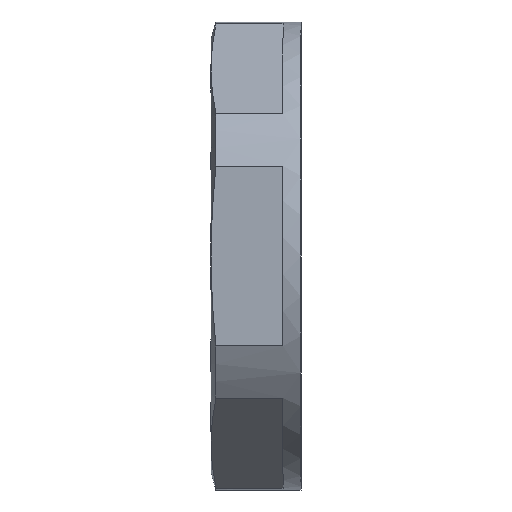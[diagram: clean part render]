
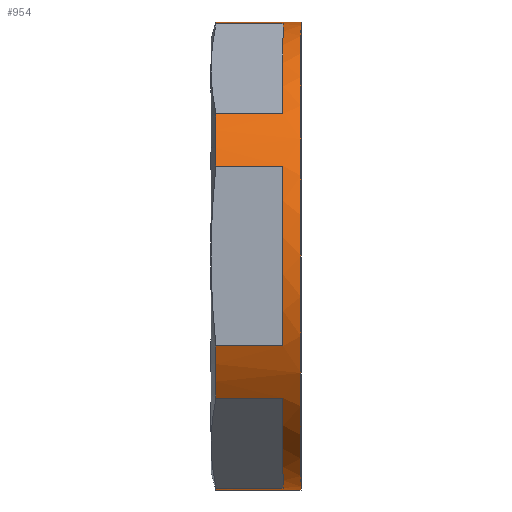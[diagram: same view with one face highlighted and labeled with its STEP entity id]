
A CAD part, left-side view. The second image highlights one B-rep face of the part: STEP entity #954.
In plain terms, the highlighted cylindrical face has radius 13 mm (diameter 26 mm), a partial arc.
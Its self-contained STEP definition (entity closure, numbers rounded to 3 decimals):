
#37 = DIRECTION ( 'NONE',  ( 0., -1., 0. ) ) ;
#68 = LINE ( 'NONE', #275, #2038 ) ;
#73 = CARTESIAN_POINT ( 'NONE',  ( 0., 1., 0. ) ) ;
#78 = LINE ( 'NONE', #2384, #957 ) ;
#85 = DIRECTION ( 'NONE',  ( 0., 1., 0. ) ) ;
#89 = DIRECTION ( 'NONE',  ( 0., 1., 0. ) ) ;
#102 = EDGE_CURVE ( 'NONE', #1335, #1422, #2201, .T. ) ;
#113 = CARTESIAN_POINT ( 'NONE',  ( 0., 6., 0. ) ) ;
#116 = DIRECTION ( 'NONE',  ( 0., 1., 0. ) ) ;
#125 = DIRECTION ( 'NONE',  ( 0., -1., 0. ) ) ;
#155 = VECTOR ( 'NONE', #1993, 1000. ) ;
#173 = EDGE_CURVE ( 'NONE', #1905, #2375, #68, .T. ) ;
#189 = EDGE_CURVE ( 'NONE', #2219, #726, #1395, .T. ) ;
#204 = ORIENTED_EDGE ( 'NONE', *, *, #1189, .F. ) ;
#228 = CARTESIAN_POINT ( 'NONE',  ( 0., 4.732, 0. ) ) ;
#245 = ORIENTED_EDGE ( 'NONE', *, *, #102, .T. ) ;
#253 = EDGE_CURVE ( 'NONE', #1555, #1086, #878, .T. ) ;
#254 = CARTESIAN_POINT ( 'NONE',  ( 0., 0., 0. ) ) ;
#267 = LINE ( 'NONE', #638, #155 ) ;
#275 = CARTESIAN_POINT ( 'NONE',  ( -1.67, 6., -12.892 ) ) ;
#280 = CARTESIAN_POINT ( 'NONE',  ( -10.33, 4.732, 7.892 ) ) ;
#319 = VECTOR ( 'NONE', #830, 1000. ) ;
#340 = ORIENTED_EDGE ( 'NONE', *, *, #1992, .T. ) ;
#362 = EDGE_CURVE ( 'NONE', #726, #782, #2198, .T. ) ;
#398 = CARTESIAN_POINT ( 'NONE',  ( -12., 1., -5. ) ) ;
#435 = CIRCLE ( 'NONE', #2426, 13. ) ;
#446 = DIRECTION ( 'NONE',  ( 0., 1., 0. ) ) ;
#469 = VERTEX_POINT ( 'NONE', #571 ) ;
#486 = VERTEX_POINT ( 'NONE', #791 ) ;
#508 = ORIENTED_EDGE ( 'NONE', *, *, #2253, .T. ) ;
#527 = LINE ( 'NONE', #1247, #1958 ) ;
#546 = DIRECTION ( 'NONE',  ( 0., 0., -1. ) ) ;
#566 = CARTESIAN_POINT ( 'NONE',  ( 0., 1., 0. ) ) ;
#571 = CARTESIAN_POINT ( 'NONE',  ( -12., 1., 5. ) ) ;
#603 = ORIENTED_EDGE ( 'NONE', *, *, #253, .F. ) ;
#621 = CARTESIAN_POINT ( 'NONE',  ( -10.33, 6., 7.892 ) ) ;
#626 = EDGE_CURVE ( 'NONE', #782, #486, #1975, .T. ) ;
#633 = AXIS2_PLACEMENT_3D ( 'NONE', #254, #1988, #1608 ) ;
#638 = CARTESIAN_POINT ( 'NONE',  ( 0., 6., -13. ) ) ;
#669 = VECTOR ( 'NONE', #89, 1000. ) ;
#706 = DIRECTION ( 'NONE',  ( 0., 1., 0. ) ) ;
#709 = CIRCLE ( 'NONE', #1388, 13. ) ;
#723 = CARTESIAN_POINT ( 'NONE',  ( 0., 4.732, 0. ) ) ;
#726 = VERTEX_POINT ( 'NONE', #1953 ) ;
#739 = ORIENTED_EDGE ( 'NONE', *, *, #2192, .F. ) ;
#755 = AXIS2_PLACEMENT_3D ( 'NONE', #723, #2251, #949 ) ;
#782 = VERTEX_POINT ( 'NONE', #1032 ) ;
#791 = CARTESIAN_POINT ( 'NONE',  ( -1.67, 4.732, 12.892 ) ) ;
#792 = DIRECTION ( 'NONE',  ( 0., 0., -1. ) ) ;
#796 = CARTESIAN_POINT ( 'NONE',  ( 0., 4.732, 0. ) ) ;
#812 = ORIENTED_EDGE ( 'NONE', *, *, #1735, .T. ) ;
#830 = DIRECTION ( 'NONE',  ( 0., -1., 0. ) ) ;
#875 = DIRECTION ( 'NONE',  ( 0., -1., 0. ) ) ;
#878 = LINE ( 'NONE', #1634, #1391 ) ;
#893 = ORIENTED_EDGE ( 'NONE', *, *, #362, .F. ) ;
#915 = AXIS2_PLACEMENT_3D ( 'NONE', #228, #37, #792 ) ;
#924 = EDGE_CURVE ( 'NONE', #2101, #1422, #527, .T. ) ;
#927 = CARTESIAN_POINT ( 'NONE',  ( -10.33, 1., -7.892 ) ) ;
#949 = DIRECTION ( 'NONE',  ( 0., 0., -1. ) ) ;
#954 = ADVANCED_FACE ( 'NONE', ( #1617 ), #2063, .T. ) ;
#956 = AXIS2_PLACEMENT_3D ( 'NONE', #796, #1933, #546 ) ;
#957 = VECTOR ( 'NONE', #1034, 1000. ) ;
#982 = ORIENTED_EDGE ( 'NONE', *, *, #924, .F. ) ;
#996 = ORIENTED_EDGE ( 'NONE', *, *, #2403, .T. ) ;
#1032 = CARTESIAN_POINT ( 'NONE',  ( -1.67, 1., 12.892 ) ) ;
#1034 = DIRECTION ( 'NONE',  ( 0., -1., 0. ) ) ;
#1086 = VERTEX_POINT ( 'NONE', #1922 ) ;
#1101 = DIRECTION ( 'NONE',  ( 0., 0., -1. ) ) ;
#1158 = DIRECTION ( 'NONE',  ( 0., 0., 1. ) ) ;
#1177 = CARTESIAN_POINT ( 'NONE',  ( -12., 4.732, 5. ) ) ;
#1189 = EDGE_CURVE ( 'NONE', #2044, #2098, #78, .T. ) ;
#1195 = ORIENTED_EDGE ( 'NONE', *, *, #173, .F. ) ;
#1206 = ORIENTED_EDGE ( 'NONE', *, *, #1545, .T. ) ;
#1207 = DIRECTION ( 'NONE',  ( 0., 0., 1. ) ) ;
#1218 = ORIENTED_EDGE ( 'NONE', *, *, #626, .F. ) ;
#1244 = CARTESIAN_POINT ( 'NONE',  ( -12., 6., 5. ) ) ;
#1247 = CARTESIAN_POINT ( 'NONE',  ( 0., 6., 13. ) ) ;
#1301 = CIRCLE ( 'NONE', #915, 13. ) ;
#1312 = CARTESIAN_POINT ( 'NONE',  ( 0., 4.732, 0. ) ) ;
#1335 = VERTEX_POINT ( 'NONE', #2374 ) ;
#1340 = CARTESIAN_POINT ( 'NONE',  ( 0., 4.732, 13. ) ) ;
#1355 = DIRECTION ( 'NONE',  ( 0., 1., 0. ) ) ;
#1386 = EDGE_LOOP ( 'NONE', ( #982, #340, #1218, #893, #1551, #1206, #2265, #1742, #204, #812, #603, #739, #1195, #996, #508, #245 ) ) ;
#1388 = AXIS2_PLACEMENT_3D ( 'NONE', #566, #1355, #2336 ) ;
#1391 = VECTOR ( 'NONE', #706, 1000. ) ;
#1395 = LINE ( 'NONE', #621, #319 ) ;
#1422 = VERTEX_POINT ( 'NONE', #1689 ) ;
#1545 = EDGE_CURVE ( 'NONE', #2219, #2157, #1868, .T. ) ;
#1551 = ORIENTED_EDGE ( 'NONE', *, *, #189, .F. ) ;
#1553 = AXIS2_PLACEMENT_3D ( 'NONE', #1312, #125, #1101 ) ;
#1554 = VECTOR ( 'NONE', #446, 1000. ) ;
#1555 = VERTEX_POINT ( 'NONE', #927 ) ;
#1596 = DIRECTION ( 'NONE',  ( 0., -1., 0. ) ) ;
#1608 = DIRECTION ( 'NONE',  ( 0., 0., 1. ) ) ;
#1617 = FACE_OUTER_BOUND ( 'NONE', #1386, .T. ) ;
#1626 = CIRCLE ( 'NONE', #1553, 13. ) ;
#1631 = AXIS2_PLACEMENT_3D ( 'NONE', #1824, #116, #1158 ) ;
#1634 = CARTESIAN_POINT ( 'NONE',  ( -10.33, 6., -7.892 ) ) ;
#1652 = EDGE_CURVE ( 'NONE', #469, #2157, #2137, .T. ) ;
#1657 = DIRECTION ( 'NONE',  ( 0., 0., -1. ) ) ;
#1668 = DIRECTION ( 'NONE',  ( 0., -1., 0. ) ) ;
#1689 = CARTESIAN_POINT ( 'NONE',  ( 0., 0., 13. ) ) ;
#1702 = CARTESIAN_POINT ( 'NONE',  ( -1.67, 1., -12.892 ) ) ;
#1715 = VERTEX_POINT ( 'NONE', #2174 ) ;
#1735 = EDGE_CURVE ( 'NONE', #2044, #1086, #1301, .T. ) ;
#1742 = ORIENTED_EDGE ( 'NONE', *, *, #2072, .F. ) ;
#1794 = AXIS2_PLACEMENT_3D ( 'NONE', #113, #875, #1657 ) ;
#1824 = CARTESIAN_POINT ( 'NONE',  ( 0., 1., 0. ) ) ;
#1855 = CARTESIAN_POINT ( 'NONE',  ( -1.67, 4.732, -12.892 ) ) ;
#1868 = CIRCLE ( 'NONE', #755, 13. ) ;
#1905 = VERTEX_POINT ( 'NONE', #1855 ) ;
#1922 = CARTESIAN_POINT ( 'NONE',  ( -10.33, 4.732, -7.892 ) ) ;
#1933 = DIRECTION ( 'NONE',  ( 0., -1., 0. ) ) ;
#1937 = CARTESIAN_POINT ( 'NONE',  ( -12., 4.732, -5. ) ) ;
#1953 = CARTESIAN_POINT ( 'NONE',  ( -10.33, 1., 7.892 ) ) ;
#1958 = VECTOR ( 'NONE', #1668, 1000. ) ;
#1975 = LINE ( 'NONE', #2176, #1554 ) ;
#1988 = DIRECTION ( 'NONE',  ( 0., 1., 0. ) ) ;
#1992 = EDGE_CURVE ( 'NONE', #2101, #486, #1626, .T. ) ;
#1993 = DIRECTION ( 'NONE',  ( 0., -1., 0. ) ) ;
#2034 = CIRCLE ( 'NONE', #956, 13. ) ;
#2038 = VECTOR ( 'NONE', #1596, 1000. ) ;
#2044 = VERTEX_POINT ( 'NONE', #1937 ) ;
#2063 = CYLINDRICAL_SURFACE ( 'NONE', #1794, 13. ) ;
#2072 = EDGE_CURVE ( 'NONE', #2098, #469, #709, .T. ) ;
#2098 = VERTEX_POINT ( 'NONE', #398 ) ;
#2101 = VERTEX_POINT ( 'NONE', #1340 ) ;
#2137 = LINE ( 'NONE', #1244, #669 ) ;
#2157 = VERTEX_POINT ( 'NONE', #1177 ) ;
#2174 = CARTESIAN_POINT ( 'NONE',  ( 0., 4.732, -13. ) ) ;
#2176 = CARTESIAN_POINT ( 'NONE',  ( -1.67, 6., 12.892 ) ) ;
#2192 = EDGE_CURVE ( 'NONE', #2375, #1555, #435, .T. ) ;
#2198 = CIRCLE ( 'NONE', #1631, 13. ) ;
#2201 = CIRCLE ( 'NONE', #633, 13. ) ;
#2219 = VERTEX_POINT ( 'NONE', #280 ) ;
#2251 = DIRECTION ( 'NONE',  ( 0., -1., 0. ) ) ;
#2253 = EDGE_CURVE ( 'NONE', #1715, #1335, #267, .T. ) ;
#2265 = ORIENTED_EDGE ( 'NONE', *, *, #1652, .F. ) ;
#2336 = DIRECTION ( 'NONE',  ( 0., 0., 1. ) ) ;
#2374 = CARTESIAN_POINT ( 'NONE',  ( 0., 0., -13. ) ) ;
#2375 = VERTEX_POINT ( 'NONE', #1702 ) ;
#2384 = CARTESIAN_POINT ( 'NONE',  ( -12., 6., -5. ) ) ;
#2403 = EDGE_CURVE ( 'NONE', #1905, #1715, #2034, .T. ) ;
#2426 = AXIS2_PLACEMENT_3D ( 'NONE', #73, #85, #1207 ) ;
